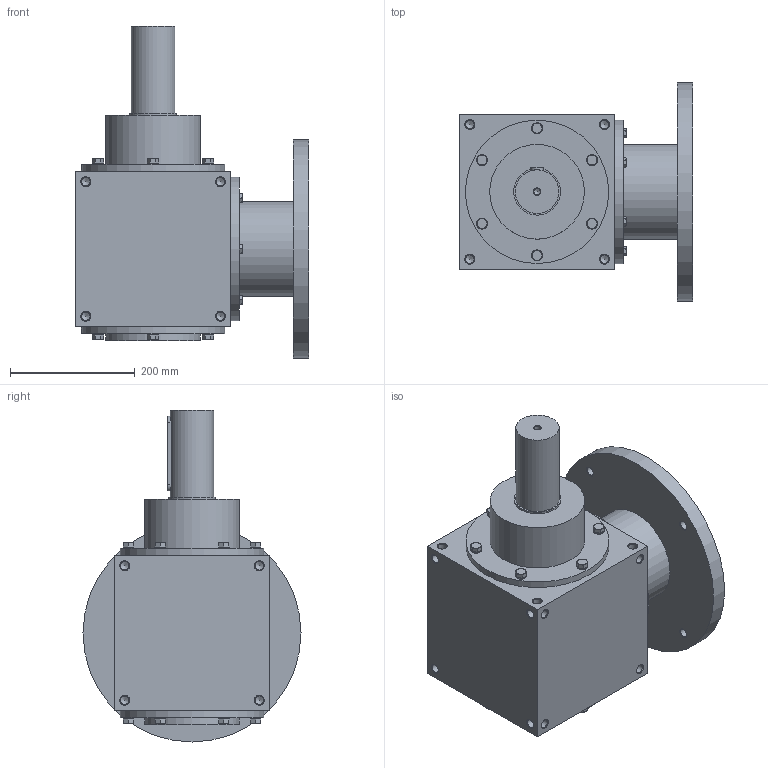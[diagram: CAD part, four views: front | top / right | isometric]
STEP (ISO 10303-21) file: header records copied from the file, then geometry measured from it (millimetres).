
FILE_DESCRIPTION( ( 'STEP AP214' ), '1' );
FILE_NAME( 'MRZ250_MS32_R.1_1.5_160_B5.stp', '2018-08-15T15:02:26', ( '' ), ( '' ), ' ', 'PARTsolutions', ' ' );
FILE_SCHEMA( ( 'AUTOMOTIVE_DESIGN { 1 0 10303 214 1 1 1 1 }' ) );
Length unit declared in the file: millimetre
Products named in the file (6): MRZ250_MS32_R.1/1.5_160/B5; _MRZ250320-case; _MRX250_13-flange; _250-fl_screw; _RC_RR250-screw; _RR250-shaft
Assembly tree (21 placements, depth 2):
  MRZ250_MS32_R.1/1.5_160/B5
    _MRZ250320-case
    _MRX250_13-flange
    _250-fl_screw  x6
    _RC_RR250-screw  x12
    _RR250-shaft
Bounding box: 375 x 350 x 533 mm (x, y, z)
Volume: 22684677.8 mm3; surface area: 908695.1 mm2
Topology: 21 solids, 21 shells, 561 faces, 1312 edges, 773 vertices
Faces by surface type: plane 315, cone 166, cylinder 80
Full cylindrical faces by diameter (mm): 10.106 x1, 13.835 x52, 17.5 x12, 56 x1, 70 x1, 75 x2, 152 x3, 230 x3, 250 x1, 350 x1
Entity records: 6988 total; most frequent: CARTESIAN_POINT 1051, DIRECTION 978, ORIENTED_EDGE 664, AXIS2_PLACEMENT_3D 456, EDGE_LOOP 338, EDGE_CURVE 332, VERTEX_POINT 277, FACE_OUTER_BOUND 260
